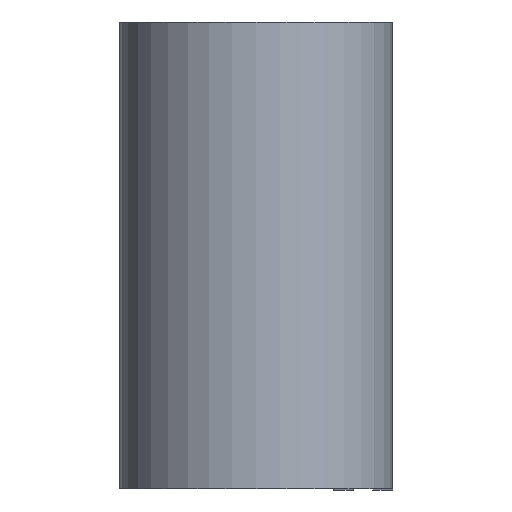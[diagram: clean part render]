
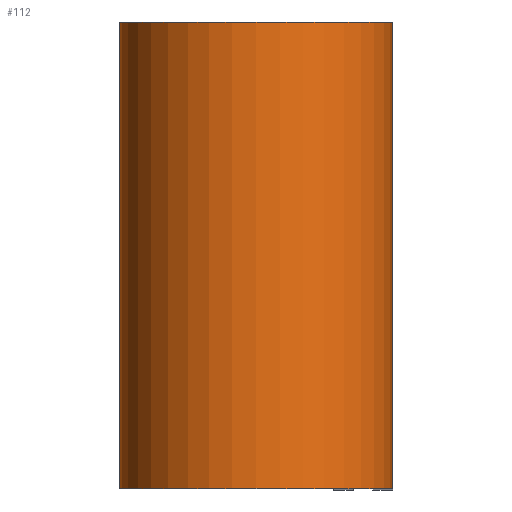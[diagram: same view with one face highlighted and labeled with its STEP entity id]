
A CAD part, top view. The second image highlights one B-rep face of the part: STEP entity #112.
In plain terms, the highlighted cylindrical face has radius 5.575 mm (diameter 11.151 mm), a partial arc.
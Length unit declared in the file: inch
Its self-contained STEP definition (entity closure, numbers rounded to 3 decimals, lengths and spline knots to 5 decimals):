
#24 = VERTEX_POINT ( 'NONE', #111 ) ;
#34 = ORIENTED_EDGE ( 'NONE', *, *, #261, .T. ) ;
#39 = DIRECTION ( 'NONE',  ( 0., 1., 0. ) ) ;
#49 = DIRECTION ( 'NONE',  ( 0., 0., -1. ) ) ;
#82 = CARTESIAN_POINT ( 'NONE',  ( 0., 0.375, 0. ) ) ;
#83 = EDGE_CURVE ( 'NONE', #618, #533, #686, .T. ) ;
#93 = EDGE_CURVE ( 'NONE', #24, #533, #678, .T. ) ;
#111 = CARTESIAN_POINT ( 'NONE',  ( 0., -0.375, -0.2195 ) ) ;
#112 = ADVANCED_FACE ( 'NONE', ( #666 ), #652, .T. ) ;
#177 = CARTESIAN_POINT ( 'NONE',  ( 0.2195, 0.375, 0. ) ) ;
#219 = ORIENTED_EDGE ( 'NONE', *, *, #93, .T. ) ;
#224 = CARTESIAN_POINT ( 'NONE',  ( 0.2195, 0.375, 0. ) ) ;
#234 = EDGE_CURVE ( 'NONE', #526, #618, #598, .T. ) ;
#261 = EDGE_CURVE ( 'NONE', #526, #24, #611, .T. ) ;
#281 = CARTESIAN_POINT ( 'NONE',  ( 0.2195, -0.375, 0. ) ) ;
#286 = ORIENTED_EDGE ( 'NONE', *, *, #234, .F. ) ;
#306 = AXIS2_PLACEMENT_3D ( 'NONE', #458, #39, #451 ) ;
#316 = DIRECTION ( 'NONE',  ( 1., 0., 0. ) ) ;
#320 = CARTESIAN_POINT ( 'NONE',  ( 0., 0.375, -0.2195 ) ) ;
#410 = DIRECTION ( 'NONE',  ( 0., 1., 0. ) ) ;
#419 = AXIS2_PLACEMENT_3D ( 'NONE', #82, #610, #49 ) ;
#450 = DIRECTION ( 'NONE',  ( 0., -1., 0. ) ) ;
#451 = DIRECTION ( 'NONE',  ( 1., 0., 0. ) ) ;
#455 = AXIS2_PLACEMENT_3D ( 'NONE', #685, #410, #316 ) ;
#458 = CARTESIAN_POINT ( 'NONE',  ( 0., 0.375, 0. ) ) ;
#526 = VERTEX_POINT ( 'NONE', #320 ) ;
#533 = VERTEX_POINT ( 'NONE', #281 ) ;
#538 = DIRECTION ( 'NONE',  ( 0., -1., 0. ) ) ;
#544 = VECTOR ( 'NONE', #538, 39.37008 ) ;
#592 = ORIENTED_EDGE ( 'NONE', *, *, #83, .F. ) ;
#598 = CIRCLE ( 'NONE', #306, 0.2195 ) ;
#610 = DIRECTION ( 'NONE',  ( 0., -1., 0. ) ) ;
#611 = LINE ( 'NONE', #689, #544 ) ;
#618 = VERTEX_POINT ( 'NONE', #177 ) ;
#641 = EDGE_LOOP ( 'NONE', ( #219, #592, #286, #34 ) ) ;
#652 = CYLINDRICAL_SURFACE ( 'NONE', #419, 0.2195 ) ;
#666 = FACE_OUTER_BOUND ( 'NONE', #641, .T. ) ;
#678 = CIRCLE ( 'NONE', #455, 0.2195 ) ;
#679 = VECTOR ( 'NONE', #450, 39.37008 ) ;
#685 = CARTESIAN_POINT ( 'NONE',  ( 0., -0.375, 0. ) ) ;
#686 = LINE ( 'NONE', #224, #679 ) ;
#689 = CARTESIAN_POINT ( 'NONE',  ( 0., 0.375, -0.2195 ) ) ;
